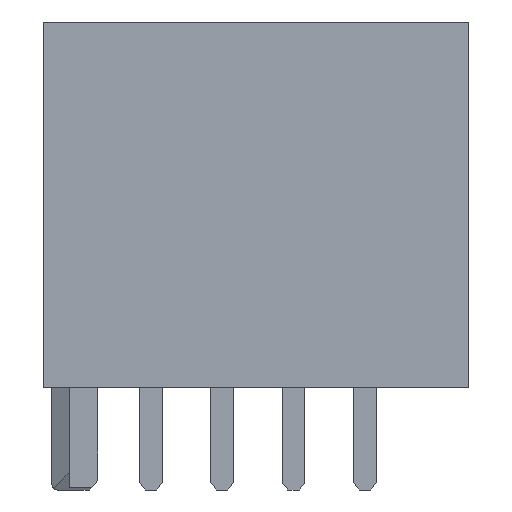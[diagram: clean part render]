
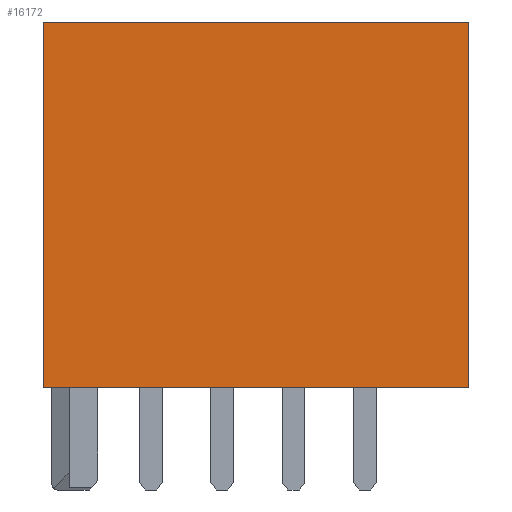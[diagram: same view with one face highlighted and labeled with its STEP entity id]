
A CAD part, left-side view. The second image highlights one B-rep face of the part: STEP entity #16172.
In plain terms, the highlighted planar face has unit normal (-1, 0, 0).
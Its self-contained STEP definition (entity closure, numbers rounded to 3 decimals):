
#2084=ORIENTED_EDGE('',*,*,#4794,.F.);
#2085=ORIENTED_EDGE('',*,*,#4913,.F.);
#2086=ORIENTED_EDGE('',*,*,#4803,.F.);
#2087=ORIENTED_EDGE('',*,*,#4786,.F.);
#4786=EDGE_CURVE('',#6273,#6274,#7625,.T.);
#4794=EDGE_CURVE('',#6279,#6273,#7633,.T.);
#4803=EDGE_CURVE('',#6274,#6284,#7642,.T.);
#4913=EDGE_CURVE('',#6284,#6279,#7752,.T.);
#6273=VERTEX_POINT('',#22400);
#6274=VERTEX_POINT('',#22402);
#6279=VERTEX_POINT('',#22416);
#6284=VERTEX_POINT('',#22437);
#7625=LINE('',#22401,#9287);
#7633=LINE('',#22417,#9295);
#7642=LINE('',#22436,#9304);
#7752=LINE('',#22640,#9414);
#9287=VECTOR('',#18843,1000.);
#9295=VECTOR('',#18855,1000.);
#9304=VECTOR('',#18876,1000.);
#9414=VECTOR('',#19088,1000.);
#10239=EDGE_LOOP('',(#2084,#2085,#2086,#2087));
#10870=FACE_BOUND('',#10239,.T.);
#11458=PLANE('',#16829);
#16172=ADVANCED_FACE('',(#10870),#11458,.F.);
#16829=AXIS2_PLACEMENT_3D('',#22639,#19086,#19087);
#18843=DIRECTION('',(0.,1.,0.));
#18855=DIRECTION('',(0.,0.,-1.));
#18876=DIRECTION('',(0.,0.,1.));
#19086=DIRECTION('',(1.,0.,0.));
#19087=DIRECTION('',(0.,0.,1.));
#19088=DIRECTION('',(0.,-1.,0.));
#22400=CARTESIAN_POINT('',(-13.5,-7.45,-6.4));
#22401=CARTESIAN_POINT('',(-13.5,-7.45,-6.4));
#22402=CARTESIAN_POINT('',(-13.5,7.45,-6.4));
#22416=CARTESIAN_POINT('',(-13.5,-7.45,6.4));
#22417=CARTESIAN_POINT('',(-13.5,-7.45,6.4));
#22436=CARTESIAN_POINT('',(-13.5,7.45,-6.4));
#22437=CARTESIAN_POINT('',(-13.5,7.45,6.4));
#22639=CARTESIAN_POINT('',(-13.5,0.,0.));
#22640=CARTESIAN_POINT('',(-13.5,7.45,6.4));
